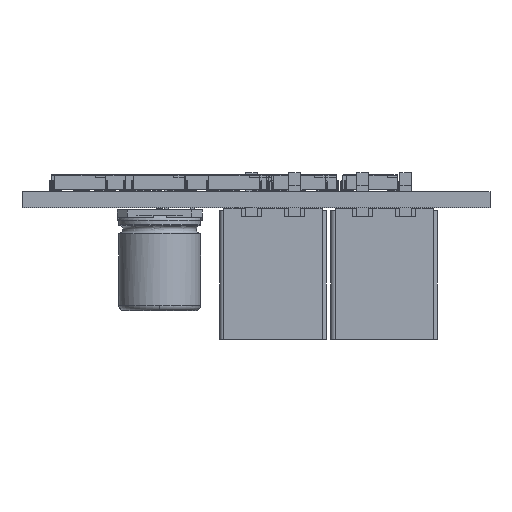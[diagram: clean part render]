
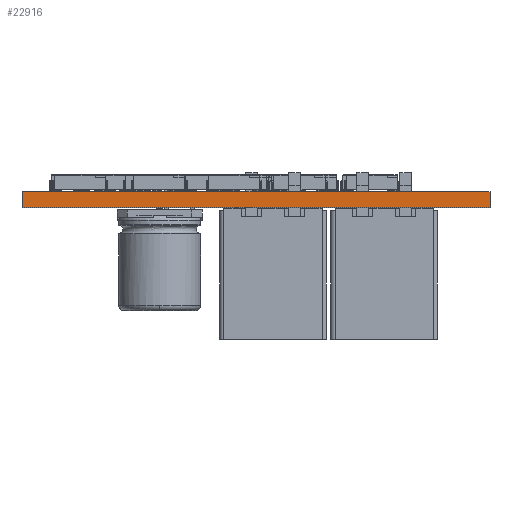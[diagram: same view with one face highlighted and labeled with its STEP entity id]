
A CAD part, front view. The second image highlights one B-rep face of the part: STEP entity #22916.
In plain terms, the highlighted planar face has unit normal (0, -1, 0).
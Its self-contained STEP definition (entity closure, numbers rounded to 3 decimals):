
#21372 = PLANE('',#21373);
#21373 = AXIS2_PLACEMENT_3D('',#21374,#21375,#21376);
#21374 = CARTESIAN_POINT('',(276.341,-161.823,0.));
#21375 = DIRECTION('',(-1.,0.,0.));
#21376 = DIRECTION('',(0.,1.,0.));
#21401 = PLANE('',#21402);
#21402 = AXIS2_PLACEMENT_3D('',#21403,#21404,#21405);
#21403 = CARTESIAN_POINT('',(250.937,-83.524,1.6));
#21404 = DIRECTION('',(0.,0.,1.));
#21405 = DIRECTION('',(1.,0.,0.));
#21456 = PLANE('',#21457);
#21457 = AXIS2_PLACEMENT_3D('',#21458,#21459,#21460);
#21458 = CARTESIAN_POINT('',(250.937,-83.524,0.));
#21459 = DIRECTION('',(0.,0.,1.));
#21460 = DIRECTION('',(1.,0.,0.));
#21471 = EDGE_CURVE('',#21472,#21474,#21476,.T.);
#21472 = VERTEX_POINT('',#21473);
#21473 = CARTESIAN_POINT('',(276.341,-161.823,0.));
#21474 = VERTEX_POINT('',#21475);
#21475 = CARTESIAN_POINT('',(276.341,-161.823,1.6));
#21476 = SURFACE_CURVE('',#21477,(#21481,#21488),.PCURVE_S1.);
#21477 = LINE('',#21478,#21479);
#21478 = CARTESIAN_POINT('',(276.341,-161.823,0.));
#21479 = VECTOR('',#21480,1.);
#21480 = DIRECTION('',(0.,0.,1.));
#21481 = PCURVE('',#21372,#21482);
#21482 = DEFINITIONAL_REPRESENTATION('',(#21483),#21487);
#21483 = LINE('',#21484,#21485);
#21484 = CARTESIAN_POINT('',(0.,0.));
#21485 = VECTOR('',#21486,1.);
#21486 = DIRECTION('',(0.,-1.));
#21487 = ( GEOMETRIC_REPRESENTATION_CONTEXT(2) 
PARAMETRIC_REPRESENTATION_CONTEXT() REPRESENTATION_CONTEXT('2D SPACE',''
  ) );
#21488 = PCURVE('',#21489,#21494);
#21489 = PLANE('',#21490);
#21490 = AXIS2_PLACEMENT_3D('',#21491,#21492,#21493);
#21491 = CARTESIAN_POINT('',(230.621,-161.823,0.));
#21492 = DIRECTION('',(0.,1.,0.));
#21493 = DIRECTION('',(1.,0.,0.));
#21494 = DEFINITIONAL_REPRESENTATION('',(#21495),#21499);
#21495 = LINE('',#21496,#21497);
#21496 = CARTESIAN_POINT('',(45.72,0.));
#21497 = VECTOR('',#21498,1.);
#21498 = DIRECTION('',(0.,-1.));
#21499 = ( GEOMETRIC_REPRESENTATION_CONTEXT(2) 
PARAMETRIC_REPRESENTATION_CONTEXT() REPRESENTATION_CONTEXT('2D SPACE',''
  ) );
#21587 = PLANE('',#21588);
#21588 = AXIS2_PLACEMENT_3D('',#21589,#21590,#21591);
#21589 = CARTESIAN_POINT('',(230.621,6.452,0.));
#21590 = DIRECTION('',(1.,0.,0.));
#21591 = DIRECTION('',(0.,-1.,0.));
#21626 = VERTEX_POINT('',#21627);
#21627 = CARTESIAN_POINT('',(230.621,-161.823,0.));
#21648 = EDGE_CURVE('',#21626,#21472,#21649,.T.);
#21649 = SURFACE_CURVE('',#21650,(#21654,#21661),.PCURVE_S1.);
#21650 = LINE('',#21651,#21652);
#21651 = CARTESIAN_POINT('',(230.621,-161.823,0.));
#21652 = VECTOR('',#21653,1.);
#21653 = DIRECTION('',(1.,0.,0.));
#21654 = PCURVE('',#21456,#21655);
#21655 = DEFINITIONAL_REPRESENTATION('',(#21656),#21660);
#21656 = LINE('',#21657,#21658);
#21657 = CARTESIAN_POINT('',(-20.316,-78.298));
#21658 = VECTOR('',#21659,1.);
#21659 = DIRECTION('',(1.,0.));
#21660 = ( GEOMETRIC_REPRESENTATION_CONTEXT(2) 
PARAMETRIC_REPRESENTATION_CONTEXT() REPRESENTATION_CONTEXT('2D SPACE',''
  ) );
#21661 = PCURVE('',#21489,#21662);
#21662 = DEFINITIONAL_REPRESENTATION('',(#21663),#21667);
#21663 = LINE('',#21664,#21665);
#21664 = CARTESIAN_POINT('',(0.,0.));
#21665 = VECTOR('',#21666,1.);
#21666 = DIRECTION('',(1.,0.));
#21667 = ( GEOMETRIC_REPRESENTATION_CONTEXT(2) 
PARAMETRIC_REPRESENTATION_CONTEXT() REPRESENTATION_CONTEXT('2D SPACE',''
  ) );
#22327 = VERTEX_POINT('',#22328);
#22328 = CARTESIAN_POINT('',(230.621,-161.823,1.6));
#22349 = EDGE_CURVE('',#22327,#21474,#22350,.T.);
#22350 = SURFACE_CURVE('',#22351,(#22355,#22362),.PCURVE_S1.);
#22351 = LINE('',#22352,#22353);
#22352 = CARTESIAN_POINT('',(230.621,-161.823,1.6));
#22353 = VECTOR('',#22354,1.);
#22354 = DIRECTION('',(1.,0.,0.));
#22355 = PCURVE('',#21401,#22356);
#22356 = DEFINITIONAL_REPRESENTATION('',(#22357),#22361);
#22357 = LINE('',#22358,#22359);
#22358 = CARTESIAN_POINT('',(-20.316,-78.298));
#22359 = VECTOR('',#22360,1.);
#22360 = DIRECTION('',(1.,0.));
#22361 = ( GEOMETRIC_REPRESENTATION_CONTEXT(2) 
PARAMETRIC_REPRESENTATION_CONTEXT() REPRESENTATION_CONTEXT('2D SPACE',''
  ) );
#22362 = PCURVE('',#21489,#22363);
#22363 = DEFINITIONAL_REPRESENTATION('',(#22364),#22368);
#22364 = LINE('',#22365,#22366);
#22365 = CARTESIAN_POINT('',(0.,-1.6));
#22366 = VECTOR('',#22367,1.);
#22367 = DIRECTION('',(1.,0.));
#22368 = ( GEOMETRIC_REPRESENTATION_CONTEXT(2) 
PARAMETRIC_REPRESENTATION_CONTEXT() REPRESENTATION_CONTEXT('2D SPACE',''
  ) );
#22916 = ADVANCED_FACE('',(#22917),#21489,.F.);
#22917 = FACE_BOUND('',#22918,.F.);
#22918 = EDGE_LOOP('',(#22919,#22940,#22941,#22942));
#22919 = ORIENTED_EDGE('',*,*,#22920,.T.);
#22920 = EDGE_CURVE('',#21626,#22327,#22921,.T.);
#22921 = SURFACE_CURVE('',#22922,(#22926,#22933),.PCURVE_S1.);
#22922 = LINE('',#22923,#22924);
#22923 = CARTESIAN_POINT('',(230.621,-161.823,0.));
#22924 = VECTOR('',#22925,1.);
#22925 = DIRECTION('',(0.,0.,1.));
#22926 = PCURVE('',#21489,#22927);
#22927 = DEFINITIONAL_REPRESENTATION('',(#22928),#22932);
#22928 = LINE('',#22929,#22930);
#22929 = CARTESIAN_POINT('',(0.,0.));
#22930 = VECTOR('',#22931,1.);
#22931 = DIRECTION('',(0.,-1.));
#22932 = ( GEOMETRIC_REPRESENTATION_CONTEXT(2) 
PARAMETRIC_REPRESENTATION_CONTEXT() REPRESENTATION_CONTEXT('2D SPACE',''
  ) );
#22933 = PCURVE('',#21587,#22934);
#22934 = DEFINITIONAL_REPRESENTATION('',(#22935),#22939);
#22935 = LINE('',#22936,#22937);
#22936 = CARTESIAN_POINT('',(168.275,0.));
#22937 = VECTOR('',#22938,1.);
#22938 = DIRECTION('',(0.,-1.));
#22939 = ( GEOMETRIC_REPRESENTATION_CONTEXT(2) 
PARAMETRIC_REPRESENTATION_CONTEXT() REPRESENTATION_CONTEXT('2D SPACE',''
  ) );
#22940 = ORIENTED_EDGE('',*,*,#22349,.T.);
#22941 = ORIENTED_EDGE('',*,*,#21471,.F.);
#22942 = ORIENTED_EDGE('',*,*,#21648,.F.);
